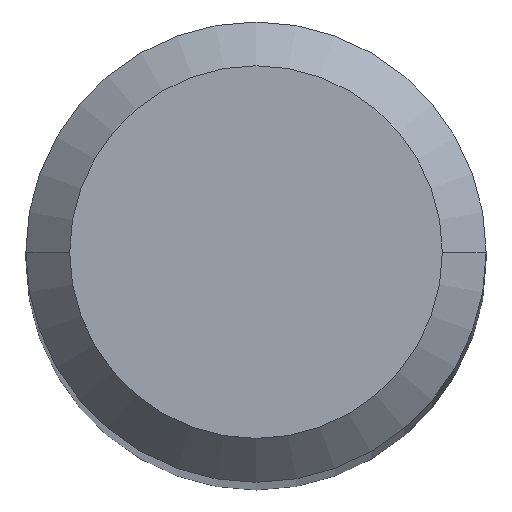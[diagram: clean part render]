
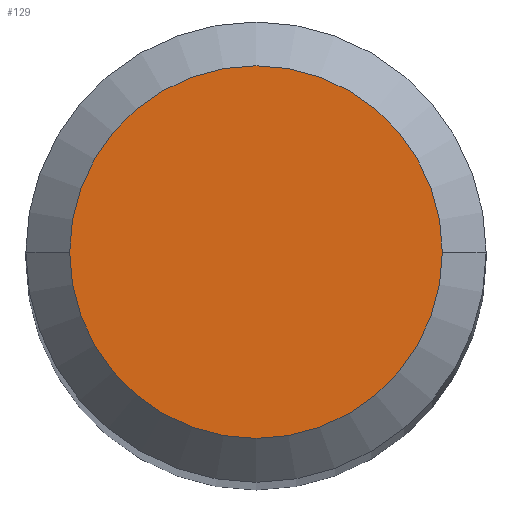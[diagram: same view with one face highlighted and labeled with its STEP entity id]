
A CAD part, top view. The second image highlights one B-rep face of the part: STEP entity #129.
In plain terms, the highlighted planar face has unit normal (0, 0, 1).
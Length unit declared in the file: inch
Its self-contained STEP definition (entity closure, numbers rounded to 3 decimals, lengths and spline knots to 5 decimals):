
#3 = EDGE_LOOP ( 'NONE', ( #202, #134 ) ) ;
#11 = DIRECTION ( 'NONE',  ( 0., 0., 1. ) ) ;
#23 = VERTEX_POINT ( 'NONE', #132 ) ;
#49 = FACE_OUTER_BOUND ( 'NONE', #3, .T. ) ;
#51 = DIRECTION ( 'NONE',  ( 1., 0., 0. ) ) ;
#54 = PLANE ( 'NONE',  #135 ) ;
#60 = CIRCLE ( 'NONE', #226, 0.06374 ) ;
#82 = VERTEX_POINT ( 'NONE', #186 ) ;
#91 = CIRCLE ( 'NONE', #234, 0.06374 ) ;
#115 = EDGE_CURVE ( 'NONE', #23, #82, #60, .T. ) ;
#129 = ADVANCED_FACE ( 'NONE', ( #49 ), #54, .T. ) ;
#132 = CARTESIAN_POINT ( 'NONE',  ( -0.06374, 0., 1.9685 ) ) ;
#134 = ORIENTED_EDGE ( 'NONE', *, *, #156, .T. ) ;
#135 = AXIS2_PLACEMENT_3D ( 'NONE', #153, #175, #51 ) ;
#153 = CARTESIAN_POINT ( 'NONE',  ( 0., 0., 1.9685 ) ) ;
#156 = EDGE_CURVE ( 'NONE', #82, #23, #91, .T. ) ;
#170 = CARTESIAN_POINT ( 'NONE',  ( 0., 0., 1.9685 ) ) ;
#175 = DIRECTION ( 'NONE',  ( 0., 0., 1. ) ) ;
#186 = CARTESIAN_POINT ( 'NONE',  ( 0.06374, 0., 1.9685 ) ) ;
#202 = ORIENTED_EDGE ( 'NONE', *, *, #115, .T. ) ;
#212 = DIRECTION ( 'NONE',  ( 0., 0., 1. ) ) ;
#217 = CARTESIAN_POINT ( 'NONE',  ( 0., 0., 1.9685 ) ) ;
#226 = AXIS2_PLACEMENT_3D ( 'NONE', #170, #212, #289 ) ;
#234 = AXIS2_PLACEMENT_3D ( 'NONE', #217, #11, #266 ) ;
#266 = DIRECTION ( 'NONE',  ( 1., 0., 0. ) ) ;
#289 = DIRECTION ( 'NONE',  ( 1., 0., 0. ) ) ;
